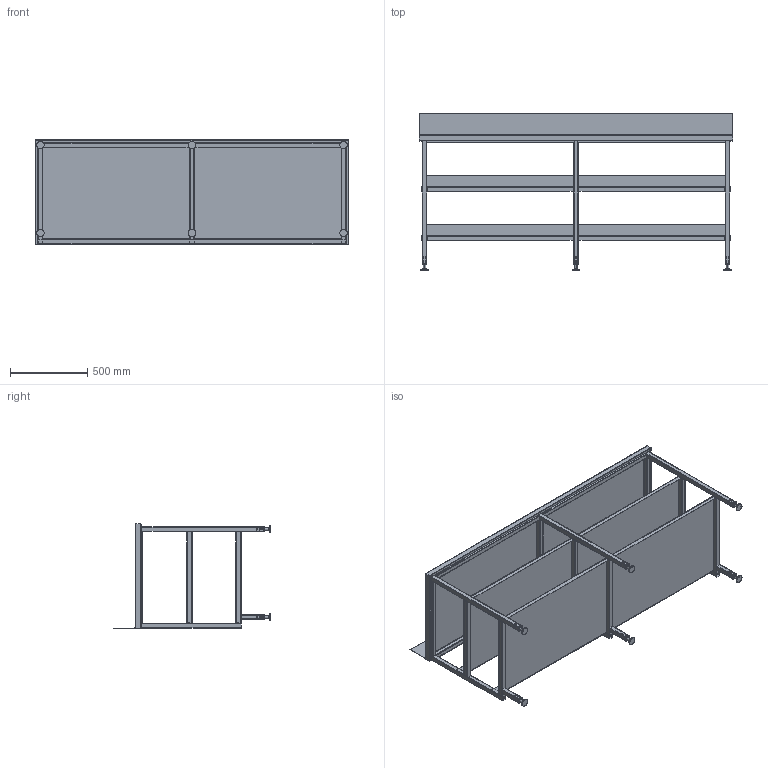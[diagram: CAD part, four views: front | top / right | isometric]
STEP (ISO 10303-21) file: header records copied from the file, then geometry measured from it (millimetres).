
FILE_DESCRIPTION(('FreeCAD Model'),'2;1');
FILE_NAME('Open CASCADE Shape Model','2025-04-29T11:38:23',('FreeCAD'),( 'FreeCAD'),'Open CASCADE STEP processor 7.6','FreeCAD','Unknown');
FILE_SCHEMA(('AUTOMOTIVE_DESIGN { 1 0 10303 214 1 1 1 1 }'));
Length unit declared in the file: millimetre
Products named in the file (1): Open CASCADE STEP translator 7.6 1
Bounding box: 2029.74 x 1021.15 x 676.58 mm (x, y, z)
Volume: 10720554.9 mm3; surface area: 12614450.2 mm2
Topology: 31 solids, 31 shells, 1014 faces, 2420 edges, 1474 vertices
Faces by surface type: bspline 1014
Entity records: 27132 total; most frequent: CARTESIAN_POINT 13105, ORIENTED_EDGE 4792, EDGE_CURVE 2396, B_SPLINE_CURVE_WITH_KNOTS 1582, VERTEX_POINT 1474, FACE_BOUND 1088, EDGE_LOOP 1088, ADVANCED_FACE 1014
